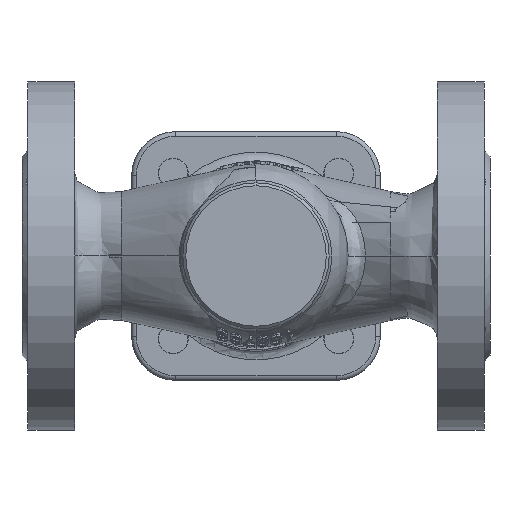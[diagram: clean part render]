
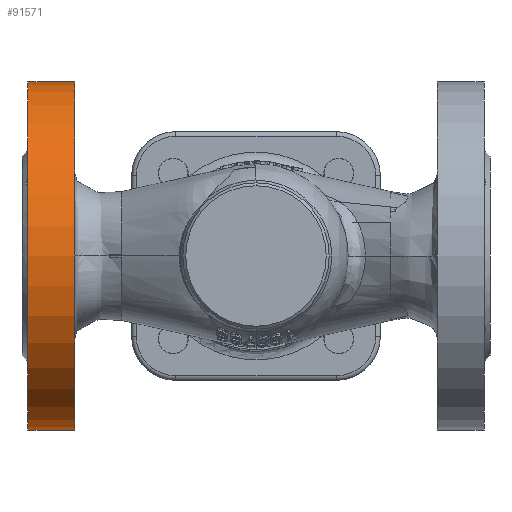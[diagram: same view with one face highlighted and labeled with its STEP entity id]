
A CAD part, front view. The second image highlights one B-rep face of the part: STEP entity #91571.
In plain terms, the highlighted cylindrical face has radius 59.5 mm (diameter 119 mm), a partial arc.
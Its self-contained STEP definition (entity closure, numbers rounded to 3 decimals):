
#4299 = LINE ( 'NONE', #196312, #9633 ) ;
#6854 = VECTOR ( 'NONE', #108378, 1000. ) ;
#7737 = VERTEX_POINT ( 'NONE', #146451 ) ;
#9633 = VECTOR ( 'NONE', #76610, 1000. ) ;
#18799 = AXIS2_PLACEMENT_3D ( 'NONE', #175647, #73154, #192883 ) ;
#25454 = VERTEX_POINT ( 'NONE', #58317 ) ;
#43478 = EDGE_CURVE ( 'NONE', #7737, #25454, #183514, .T. ) ;
#52331 = EDGE_CURVE ( 'NONE', #7737, #106788, #138088, .T. ) ;
#58317 = CARTESIAN_POINT ( 'NONE',  ( -78., 0., 59.5 ) ) ;
#73154 = DIRECTION ( 'NONE',  ( -1., 0., 0. ) ) ;
#76610 = DIRECTION ( 'NONE',  ( 1., 0., 0. ) ) ;
#78996 = FACE_OUTER_BOUND ( 'NONE', #137256, .T. ) ;
#83266 = ORIENTED_EDGE ( 'NONE', *, *, #52331, .T. ) ;
#85700 = EDGE_CURVE ( 'NONE', #25454, #209951, #4299, .T. ) ;
#91571 = ADVANCED_FACE ( 'NONE', ( #78996 ), #210251, .T. ) ;
#95263 = CARTESIAN_POINT ( 'NONE',  ( -62., 0., 59.5 ) ) ;
#96848 = CARTESIAN_POINT ( 'NONE',  ( -62., 0., 0. ) ) ;
#103651 = CIRCLE ( 'NONE', #121742, 59.5 ) ;
#106788 = VERTEX_POINT ( 'NONE', #163156 ) ;
#108378 = DIRECTION ( 'NONE',  ( 1., 0., 0. ) ) ;
#114086 = DIRECTION ( 'NONE',  ( 0., 0., 1. ) ) ;
#121742 = AXIS2_PLACEMENT_3D ( 'NONE', #96848, #216597, #114086 ) ;
#137256 = EDGE_LOOP ( 'NONE', ( #146726, #83266, #209998, #140727 ) ) ;
#138088 = LINE ( 'NONE', #210897, #6854 ) ;
#140727 = ORIENTED_EDGE ( 'NONE', *, *, #85700, .F. ) ;
#146451 = CARTESIAN_POINT ( 'NONE',  ( -78., 0., -59.5 ) ) ;
#146726 = ORIENTED_EDGE ( 'NONE', *, *, #43478, .F. ) ;
#158599 = AXIS2_PLACEMENT_3D ( 'NONE', #202616, #168184, #185382 ) ;
#163156 = CARTESIAN_POINT ( 'NONE',  ( -62., 0., -59.5 ) ) ;
#168184 = DIRECTION ( 'NONE',  ( 1., 0., 0. ) ) ;
#175647 = CARTESIAN_POINT ( 'NONE',  ( -78., 0., 0. ) ) ;
#180007 = EDGE_CURVE ( 'NONE', #106788, #209951, #103651, .T. ) ;
#183514 = CIRCLE ( 'NONE', #18799, 59.5 ) ;
#185382 = DIRECTION ( 'NONE',  ( 0., 0., 1. ) ) ;
#192883 = DIRECTION ( 'NONE',  ( 0., 0., 1. ) ) ;
#196312 = CARTESIAN_POINT ( 'NONE',  ( -63.836, 0., 59.5 ) ) ;
#202616 = CARTESIAN_POINT ( 'NONE',  ( -63.836, 0., 0. ) ) ;
#209951 = VERTEX_POINT ( 'NONE', #95263 ) ;
#209998 = ORIENTED_EDGE ( 'NONE', *, *, #180007, .T. ) ;
#210251 = CYLINDRICAL_SURFACE ( 'NONE', #158599, 59.5 ) ;
#210897 = CARTESIAN_POINT ( 'NONE',  ( -63.836, 0., -59.5 ) ) ;
#216597 = DIRECTION ( 'NONE',  ( -1., 0., 0. ) ) ;
